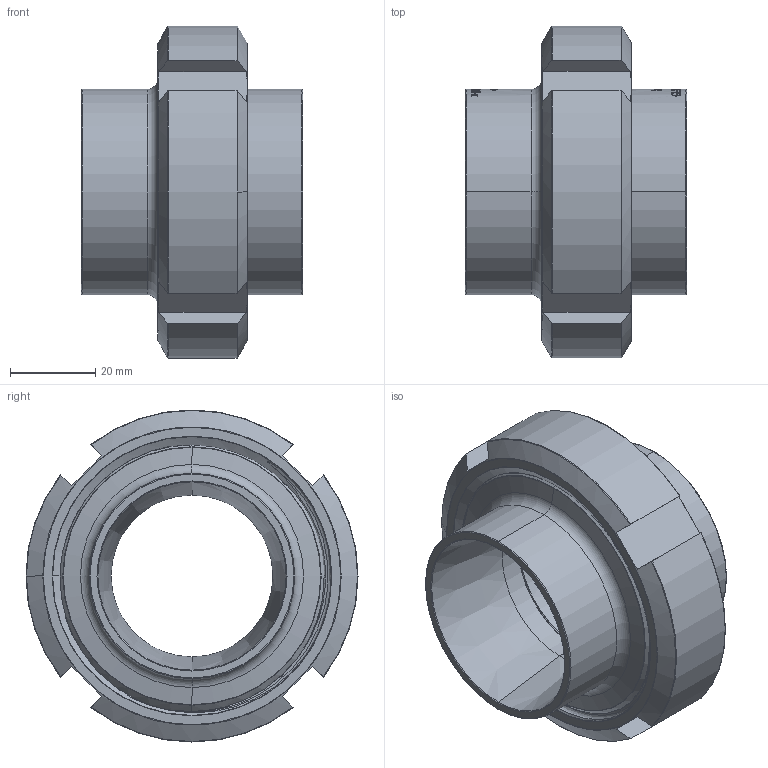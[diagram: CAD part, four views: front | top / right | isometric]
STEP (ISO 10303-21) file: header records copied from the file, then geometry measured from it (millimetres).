
FILE_DESCRIPTION (( 'STEP AP214' ), '1' );
FILE_NAME ('GL-212-048-x Verschraubung S48,3x2,0 heco.STEP', '2017-09-13T06:49:48', ( '' ), ( '' ), 'SwSTEP 2.0', 'SolidWorks 2016', '' );
FILE_SCHEMA (( 'AUTOMOTIVE_DESIGN' ));
Length unit declared in the file: millimetre
Products named in the file (1): GL-212-048-x Verschraubung S48,3x2,0 heco
Bounding box: 52 x 78 x 78 mm (x, y, z)
Volume: 78651.4 mm3; surface area: 43144.6 mm2
Topology: 4 solids, 4 shells, 706 faces, 1815 edges, 1187 vertices
Faces by surface type: bspline 292, plane 242, cylinder 74, torus 68, cone 30
Entity records: 63340 total; most frequent: CARTESIAN_POINT 40230, ORIENTED_EDGE 3630, DIRECTION 2322, EDGE_CURVE 1815, VERTEX_POINT 1187, LINE 788, VECTOR 788, EDGE_LOOP 784
